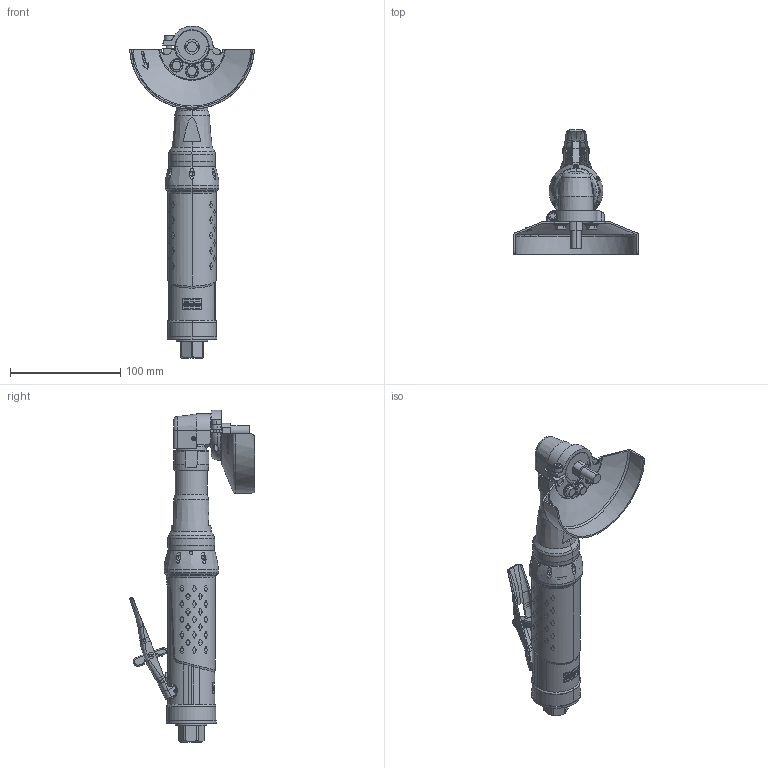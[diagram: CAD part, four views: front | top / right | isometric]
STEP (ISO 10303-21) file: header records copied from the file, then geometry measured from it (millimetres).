
FILE_DESCRIPTION((''),'2;1');
FILE_NAME('EXT_COMP_SW0040','2019-11-11T13:24:59',('INEextrab'),(''),'CREO PARAMETRIC BY PTC INC, 2018100','CREO PARAMETRIC BY PTC INC, 2018100','');
FILE_SCHEMA(('AP242_MANAGED_MODEL_BASED_3D_ENGINEERING_MIM_LF { 1 0 10303 442 1 1 4 }'));
Length unit declared in the file: inch
Products named in the file (1): EXT_COMP_SW0040
Bounding box: 113.09 x 113.67 x 301.5 mm (x, y, z)
Volume: 384539.3 mm3; surface area: 79513.4 mm2
Topology: 3 solids, 6 shells, 1533 faces, 3974 edges, 2532 vertices
Faces by surface type: plane 503, cone 312, cylinder 290, bspline 219, extrusion 122, torus 77, sphere 10
Entity records: 85411 total; most frequent: CARTESIAN_POINT 40178, ORIENTED_EDGE 7900, DIRECTION 5245, EDGE_CURVE 3950, VERTEX_POINT 2532, B_SPLINE_CURVE_WITH_KNOTS 2061, AXIS2_PLACEMENT_3D 1920, FILL_AREA_STYLE_COLOUR 1716
